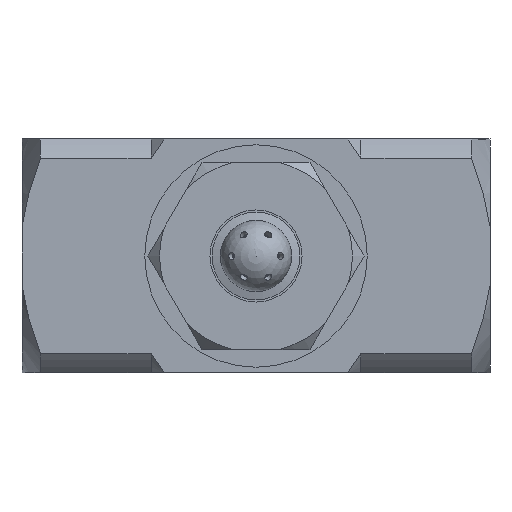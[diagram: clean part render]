
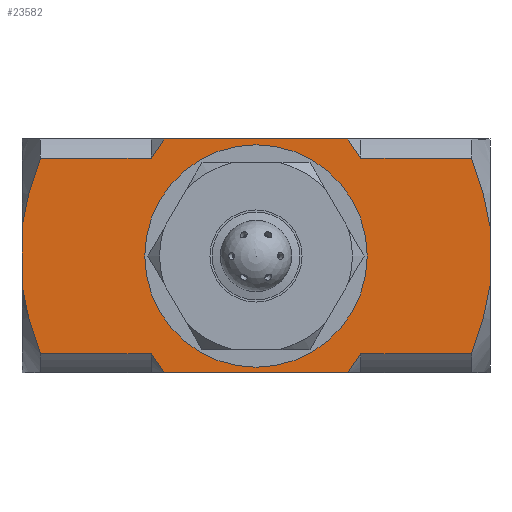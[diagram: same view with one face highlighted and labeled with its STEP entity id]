
A CAD part, front view. The second image highlights one B-rep face of the part: STEP entity #23582.
In plain terms, the highlighted planar face has unit normal (0, -1, 0).
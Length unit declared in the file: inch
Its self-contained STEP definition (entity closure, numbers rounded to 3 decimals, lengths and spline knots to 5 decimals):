
#587=FACE_BOUND('',#2275,.T.);
#763=CIRCLE('',#24988,0.297);
#867=(
BOUNDED_CURVE()
B_SPLINE_CURVE(2,(#30694,#30695,#30696),.UNSPECIFIED.,.F.,.F.)
B_SPLINE_CURVE_WITH_KNOTS((3,3),(0.93423,1.1413),
 .UNSPECIFIED.)
CURVE()
GEOMETRIC_REPRESENTATION_ITEM()
RATIONAL_B_SPLINE_CURVE((1.017,1.01,1.))
REPRESENTATION_ITEM('')
);
#868=(
BOUNDED_CURVE()
B_SPLINE_CURVE(2,(#30700,#30701,#30702),.UNSPECIFIED.,.F.,.F.)
B_SPLINE_CURVE_WITH_KNOTS((3,3),(0.,0.48194),.UNSPECIFIED.)
CURVE()
GEOMETRIC_REPRESENTATION_ITEM()
RATIONAL_B_SPLINE_CURVE((1.,1.033,1.))
REPRESENTATION_ITEM('')
);
#869=(
BOUNDED_CURVE()
B_SPLINE_CURVE(2,(#30706,#30707,#30708),.UNSPECIFIED.,.F.,.F.)
B_SPLINE_CURVE_WITH_KNOTS((3,3),(0.,0.48194),.UNSPECIFIED.)
CURVE()
GEOMETRIC_REPRESENTATION_ITEM()
RATIONAL_B_SPLINE_CURVE((1.,1.033,1.))
REPRESENTATION_ITEM('')
);
#870=(
BOUNDED_CURVE()
B_SPLINE_CURVE(2,(#30712,#30713,#30714),.UNSPECIFIED.,.F.,.F.)
B_SPLINE_CURVE_WITH_KNOTS((3,3),(0.,0.20739),.UNSPECIFIED.)
CURVE()
GEOMETRIC_REPRESENTATION_ITEM()
RATIONAL_B_SPLINE_CURVE((1.,1.01,1.017))
REPRESENTATION_ITEM('')
);
#871=(
BOUNDED_CURVE()
B_SPLINE_CURVE(2,(#30718,#30719,#30720),.UNSPECIFIED.,.F.,.F.)
B_SPLINE_CURVE_WITH_KNOTS((3,3),(0.93391,1.1413),
 .UNSPECIFIED.)
CURVE()
GEOMETRIC_REPRESENTATION_ITEM()
RATIONAL_B_SPLINE_CURVE((1.017,1.01,1.))
REPRESENTATION_ITEM('')
);
#872=(
BOUNDED_CURVE()
B_SPLINE_CURVE(2,(#30723,#30724,#30725),.UNSPECIFIED.,.F.,.F.)
B_SPLINE_CURVE_WITH_KNOTS((3,3),(0.,0.48194),.UNSPECIFIED.)
CURVE()
GEOMETRIC_REPRESENTATION_ITEM()
RATIONAL_B_SPLINE_CURVE((1.,1.033,1.))
REPRESENTATION_ITEM('')
);
#873=(
BOUNDED_CURVE()
B_SPLINE_CURVE(2,(#30727,#30728,#30729),.UNSPECIFIED.,.F.,.F.)
B_SPLINE_CURVE_WITH_KNOTS((3,3),(0.,0.48194),.UNSPECIFIED.)
CURVE()
GEOMETRIC_REPRESENTATION_ITEM()
RATIONAL_B_SPLINE_CURVE((1.,1.033,1.))
REPRESENTATION_ITEM('')
);
#874=(
BOUNDED_CURVE()
B_SPLINE_CURVE(2,(#30733,#30734,#30735),.UNSPECIFIED.,.F.,.F.)
B_SPLINE_CURVE_WITH_KNOTS((3,3),(0.,0.20707),.UNSPECIFIED.)
CURVE()
GEOMETRIC_REPRESENTATION_ITEM()
RATIONAL_B_SPLINE_CURVE((1.,1.01,1.017))
REPRESENTATION_ITEM('')
);
#919=FACE_OUTER_BOUND('',#2274,.T.);
#2274=EDGE_LOOP('',(#15662,#15663,#15664,#15665,#15666,#15667,#15668,#15669,
#15670,#15671,#15672,#15673,#15674,#15675,#15676,#15677));
#2275=EDGE_LOOP('',(#15678));
#3806=LINE('',#30661,#6300);
#3810=LINE('',#30698,#6304);
#3811=LINE('',#30704,#6305);
#3812=LINE('',#30710,#6306);
#3813=LINE('',#30716,#6307);
#3814=LINE('',#30722,#6308);
#3815=LINE('',#30731,#6309);
#3816=LINE('',#30736,#6310);
#6300=VECTOR('',#26041,0.3937);
#6304=VECTOR('',#26051,0.3937);
#6305=VECTOR('',#26052,0.3937);
#6306=VECTOR('',#26053,0.3937);
#6307=VECTOR('',#26054,0.3937);
#6308=VECTOR('',#26055,0.3937);
#6309=VECTOR('',#26056,0.3937);
#6310=VECTOR('',#26057,0.3937);
#9701=VERTEX_POINT('',#30649);
#9706=VERTEX_POINT('',#30659);
#9715=VERTEX_POINT('',#30692);
#9716=VERTEX_POINT('',#30693);
#9717=VERTEX_POINT('',#30697);
#9718=VERTEX_POINT('',#30699);
#9719=VERTEX_POINT('',#30703);
#9720=VERTEX_POINT('',#30705);
#9721=VERTEX_POINT('',#30709);
#9722=VERTEX_POINT('',#30711);
#9723=VERTEX_POINT('',#30715);
#9724=VERTEX_POINT('',#30717);
#9725=VERTEX_POINT('',#30721);
#9726=VERTEX_POINT('',#30726);
#9727=VERTEX_POINT('',#30730);
#9728=VERTEX_POINT('',#30732);
#9729=VERTEX_POINT('',#30737);
#12096=EDGE_CURVE('',#9706,#9701,#3806,.T.);
#12105=EDGE_CURVE('',#9715,#9716,#867,.T.);
#12106=EDGE_CURVE('',#9716,#9717,#3810,.T.);
#12107=EDGE_CURVE('',#9717,#9718,#868,.T.);
#12108=EDGE_CURVE('',#9719,#9718,#3811,.T.);
#12109=EDGE_CURVE('',#9719,#9720,#869,.T.);
#12110=EDGE_CURVE('',#9720,#9721,#3812,.T.);
#12111=EDGE_CURVE('',#9721,#9722,#870,.T.);
#12112=EDGE_CURVE('',#9723,#9722,#3813,.T.);
#12113=EDGE_CURVE('',#9723,#9724,#871,.T.);
#12114=EDGE_CURVE('',#9724,#9725,#3814,.T.);
#12115=EDGE_CURVE('',#9725,#9701,#872,.T.);
#12116=EDGE_CURVE('',#9706,#9726,#873,.T.);
#12117=EDGE_CURVE('',#9726,#9727,#3815,.T.);
#12118=EDGE_CURVE('',#9727,#9728,#874,.T.);
#12119=EDGE_CURVE('',#9715,#9728,#3816,.T.);
#12120=EDGE_CURVE('',#9729,#9729,#763,.T.);
#15662=ORIENTED_EDGE('',*,*,#12105,.T.);
#15663=ORIENTED_EDGE('',*,*,#12106,.T.);
#15664=ORIENTED_EDGE('',*,*,#12107,.T.);
#15665=ORIENTED_EDGE('',*,*,#12108,.F.);
#15666=ORIENTED_EDGE('',*,*,#12109,.T.);
#15667=ORIENTED_EDGE('',*,*,#12110,.T.);
#15668=ORIENTED_EDGE('',*,*,#12111,.T.);
#15669=ORIENTED_EDGE('',*,*,#12112,.F.);
#15670=ORIENTED_EDGE('',*,*,#12113,.T.);
#15671=ORIENTED_EDGE('',*,*,#12114,.T.);
#15672=ORIENTED_EDGE('',*,*,#12115,.T.);
#15673=ORIENTED_EDGE('',*,*,#12096,.F.);
#15674=ORIENTED_EDGE('',*,*,#12116,.T.);
#15675=ORIENTED_EDGE('',*,*,#12117,.T.);
#15676=ORIENTED_EDGE('',*,*,#12118,.T.);
#15677=ORIENTED_EDGE('',*,*,#12119,.F.);
#15678=ORIENTED_EDGE('',*,*,#12120,.T.);
#22738=PLANE('',#24987);
#23582=ADVANCED_FACE('',(#919,#587),#22738,.T.);
#24987=AXIS2_PLACEMENT_3D('',#30691,#26049,#26050);
#24988=AXIS2_PLACEMENT_3D('',#30738,#26058,#26059);
#26041=DIRECTION('',(0.,0.,1.));
#26049=DIRECTION('center_axis',(0.,-1.,0.));
#26050=DIRECTION('ref_axis',(0.,0.,-1.));
#26051=DIRECTION('',(1.,0.,0.));
#26052=DIRECTION('',(0.,0.,-1.));
#26053=DIRECTION('',(-1.,0.,0.));
#26054=DIRECTION('',(1.,0.,0.));
#26055=DIRECTION('',(-1.,0.,0.));
#26056=DIRECTION('',(1.,0.,0.));
#26057=DIRECTION('',(-1.,0.,0.));
#26058=DIRECTION('center_axis',(0.,1.,0.));
#26059=DIRECTION('ref_axis',(-1.,0.,0.));
#30649=CARTESIAN_POINT('',(-0.625,-0.3125,0.07776));
#30659=CARTESIAN_POINT('',(-0.625,-0.3125,-0.07785));
#30661=CARTESIAN_POINT('',(-0.625,-0.3125,-0.3125));
#30691=CARTESIAN_POINT('Origin',(0.,-0.3125,0.3125));
#30692=CARTESIAN_POINT('',(0.24512,-0.3125,-0.3125));
#30693=CARTESIAN_POINT('',(0.28,-0.3125,-0.26084));
#30694=CARTESIAN_POINT('Ctrl Pts',(0.24512,-0.3125,-0.3125));
#30695=CARTESIAN_POINT('Ctrl Pts',(0.26413,-0.3125,-0.28561));
#30696=CARTESIAN_POINT('Ctrl Pts',(0.28,-0.3125,-0.26084));
#30697=CARTESIAN_POINT('',(0.57593,-0.3125,-0.26084));
#30698=CARTESIAN_POINT('',(0.42796,-0.3125,-0.26084));
#30699=CARTESIAN_POINT('',(0.625,-0.3125,-0.07785));
#30700=CARTESIAN_POINT('Ctrl Pts',(0.57593,-0.3125,-0.26084));
#30701=CARTESIAN_POINT('Ctrl Pts',(0.61372,-0.3125,-0.15868));
#30702=CARTESIAN_POINT('Ctrl Pts',(0.625,-0.3125,-0.07785));
#30703=CARTESIAN_POINT('',(0.625,-0.3125,0.07776));
#30704=CARTESIAN_POINT('',(0.625,-0.3125,-0.3125));
#30705=CARTESIAN_POINT('',(0.57593,-0.3125,0.26076));
#30706=CARTESIAN_POINT('Ctrl Pts',(0.625,-0.3125,0.07776));
#30707=CARTESIAN_POINT('Ctrl Pts',(0.61372,-0.3125,0.15859));
#30708=CARTESIAN_POINT('Ctrl Pts',(0.57593,-0.3125,0.26076));
#30709=CARTESIAN_POINT('',(0.28,-0.3125,0.26076));
#30710=CARTESIAN_POINT('',(0.42796,-0.3125,0.26076));
#30711=CARTESIAN_POINT('',(0.24506,-0.3125,0.3125));
#30712=CARTESIAN_POINT('Ctrl Pts',(0.28,-0.3125,0.26076));
#30713=CARTESIAN_POINT('Ctrl Pts',(0.26411,-0.3125,0.28557));
#30714=CARTESIAN_POINT('Ctrl Pts',(0.24506,-0.3125,0.3125));
#30715=CARTESIAN_POINT('',(-0.24506,-0.3125,0.3125));
#30716=CARTESIAN_POINT('',(0.,-0.3125,0.3125));
#30717=CARTESIAN_POINT('',(-0.28,-0.3125,0.26076));
#30718=CARTESIAN_POINT('Ctrl Pts',(-0.24506,-0.3125,0.3125));
#30719=CARTESIAN_POINT('Ctrl Pts',(-0.26411,-0.3125,0.28557));
#30720=CARTESIAN_POINT('Ctrl Pts',(-0.28,-0.3125,0.26076));
#30721=CARTESIAN_POINT('',(-0.57593,-0.3125,0.26076));
#30722=CARTESIAN_POINT('',(-0.42796,-0.3125,0.26076));
#30723=CARTESIAN_POINT('Ctrl Pts',(-0.57593,-0.3125,0.26076));
#30724=CARTESIAN_POINT('Ctrl Pts',(-0.61372,-0.3125,0.15859));
#30725=CARTESIAN_POINT('Ctrl Pts',(-0.625,-0.3125,0.07776));
#30726=CARTESIAN_POINT('',(-0.57593,-0.3125,-0.26084));
#30727=CARTESIAN_POINT('Ctrl Pts',(-0.625,-0.3125,-0.07785));
#30728=CARTESIAN_POINT('Ctrl Pts',(-0.61372,-0.3125,-0.15868));
#30729=CARTESIAN_POINT('Ctrl Pts',(-0.57593,-0.3125,-0.26084));
#30730=CARTESIAN_POINT('',(-0.28,-0.3125,-0.26084));
#30731=CARTESIAN_POINT('',(-0.42796,-0.3125,-0.26084));
#30732=CARTESIAN_POINT('',(-0.24512,-0.3125,-0.3125));
#30733=CARTESIAN_POINT('Ctrl Pts',(-0.28,-0.3125,-0.26084));
#30734=CARTESIAN_POINT('Ctrl Pts',(-0.26413,-0.3125,-0.28561));
#30735=CARTESIAN_POINT('Ctrl Pts',(-0.24512,-0.3125,-0.3125));
#30736=CARTESIAN_POINT('',(0.,-0.3125,-0.3125));
#30737=CARTESIAN_POINT('',(0.297,-0.3125,0.));
#30738=CARTESIAN_POINT('Origin',(0.,-0.3125,0.));
